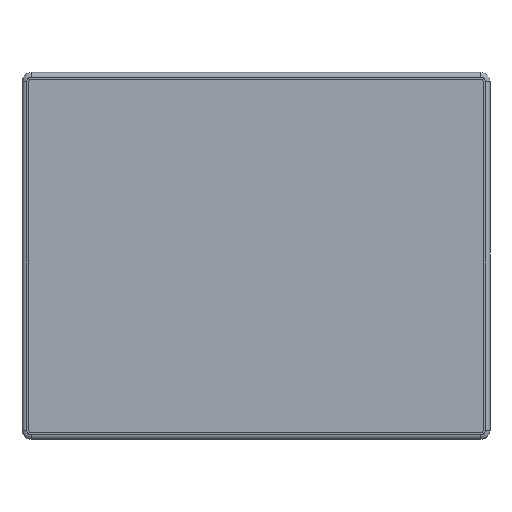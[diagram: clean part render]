
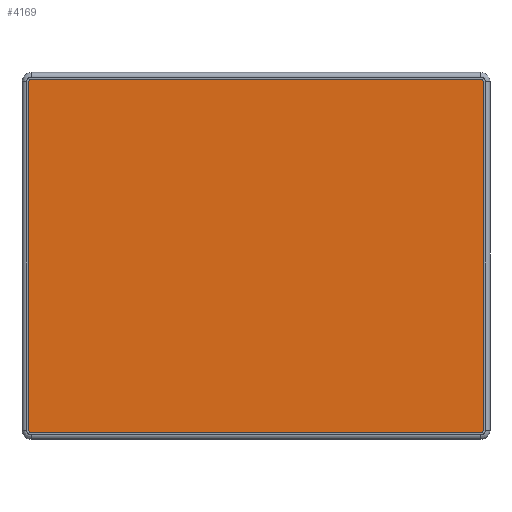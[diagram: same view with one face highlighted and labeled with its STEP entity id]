
A CAD part, top view. The second image highlights one B-rep face of the part: STEP entity #4169.
In plain terms, the highlighted planar face has unit normal (0, 0, 1).
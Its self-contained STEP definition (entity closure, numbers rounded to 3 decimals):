
#550=LINE('',#6867,#864);
#551=LINE('',#6871,#865);
#552=LINE('',#6875,#866);
#553=LINE('',#6879,#867);
#864=VECTOR('',#5687,10.);
#865=VECTOR('',#5690,10.);
#866=VECTOR('',#5693,10.);
#867=VECTOR('',#5696,10.);
#1124=FACE_OUTER_BOUND('',#1496,.T.);
#1496=EDGE_LOOP('',(#3432,#3433,#3434,#3435,#3436,#3437,#3438,#3439));
#1650=CIRCLE('',#4600,1.);
#1651=CIRCLE('',#4601,1.);
#1652=CIRCLE('',#4602,1.);
#1653=CIRCLE('',#4603,1.);
#1994=VERTEX_POINT('',#6865);
#1995=VERTEX_POINT('',#6866);
#1996=VERTEX_POINT('',#6868);
#1997=VERTEX_POINT('',#6870);
#1998=VERTEX_POINT('',#6872);
#1999=VERTEX_POINT('',#6874);
#2000=VERTEX_POINT('',#6876);
#2001=VERTEX_POINT('',#6878);
#2476=EDGE_CURVE('',#1994,#1995,#550,.T.);
#2477=EDGE_CURVE('',#1995,#1996,#1650,.T.);
#2478=EDGE_CURVE('',#1996,#1997,#551,.T.);
#2479=EDGE_CURVE('',#1997,#1998,#1651,.T.);
#2480=EDGE_CURVE('',#1998,#1999,#552,.T.);
#2481=EDGE_CURVE('',#1999,#2000,#1652,.T.);
#2482=EDGE_CURVE('',#2000,#2001,#553,.T.);
#2483=EDGE_CURVE('',#2001,#1994,#1653,.T.);
#3432=ORIENTED_EDGE('',*,*,#2476,.T.);
#3433=ORIENTED_EDGE('',*,*,#2477,.T.);
#3434=ORIENTED_EDGE('',*,*,#2478,.T.);
#3435=ORIENTED_EDGE('',*,*,#2479,.T.);
#3436=ORIENTED_EDGE('',*,*,#2480,.T.);
#3437=ORIENTED_EDGE('',*,*,#2481,.T.);
#3438=ORIENTED_EDGE('',*,*,#2482,.T.);
#3439=ORIENTED_EDGE('',*,*,#2483,.T.);
#3648=PLANE('',#4599);
#4169=ADVANCED_FACE('',(#1124),#3648,.T.);
#4599=AXIS2_PLACEMENT_3D('',#6864,#5685,#5686);
#4600=AXIS2_PLACEMENT_3D('',#6869,#5688,#5689);
#4601=AXIS2_PLACEMENT_3D('',#6873,#5691,#5692);
#4602=AXIS2_PLACEMENT_3D('',#6877,#5694,#5695);
#4603=AXIS2_PLACEMENT_3D('',#6880,#5697,#5698);
#5685=DIRECTION('center_axis',(0.,0.,1.));
#5686=DIRECTION('ref_axis',(1.,0.,0.));
#5687=DIRECTION('',(-1.,0.,0.));
#5688=DIRECTION('center_axis',(0.,0.,1.));
#5689=DIRECTION('ref_axis',(0.,-1.,0.));
#5690=DIRECTION('',(0.,-1.,0.));
#5691=DIRECTION('center_axis',(0.,0.,1.));
#5692=DIRECTION('ref_axis',(1.,0.,0.));
#5693=DIRECTION('',(1.,0.,0.));
#5694=DIRECTION('center_axis',(0.,0.,1.));
#5695=DIRECTION('ref_axis',(0.,1.,0.));
#5696=DIRECTION('',(0.,1.,0.));
#5697=DIRECTION('center_axis',(0.,0.,1.));
#5698=DIRECTION('ref_axis',(-1.,0.,0.));
#6864=CARTESIAN_POINT('Origin',(0.,0.,
0.5));
#6865=CARTESIAN_POINT('',(98.,77.,0.5));
#6866=CARTESIAN_POINT('',(-98.,77.,0.5));
#6867=CARTESIAN_POINT('',(-98.,77.,0.5));
#6868=CARTESIAN_POINT('',(-99.,76.,0.5));
#6869=CARTESIAN_POINT('Origin',(-98.,76.,0.5));
#6870=CARTESIAN_POINT('',(-99.,-76.,0.5));
#6871=CARTESIAN_POINT('',(-99.,-76.,0.5));
#6872=CARTESIAN_POINT('',(-98.,-77.,0.5));
#6873=CARTESIAN_POINT('Origin',(-98.,-76.,0.5));
#6874=CARTESIAN_POINT('',(98.,-77.,0.5));
#6875=CARTESIAN_POINT('',(98.,-77.,0.5));
#6876=CARTESIAN_POINT('',(99.,-76.,0.5));
#6877=CARTESIAN_POINT('Origin',(98.,-76.,0.5));
#6878=CARTESIAN_POINT('',(99.,76.,0.5));
#6879=CARTESIAN_POINT('',(99.,76.,0.5));
#6880=CARTESIAN_POINT('Origin',(98.,76.,0.5));
